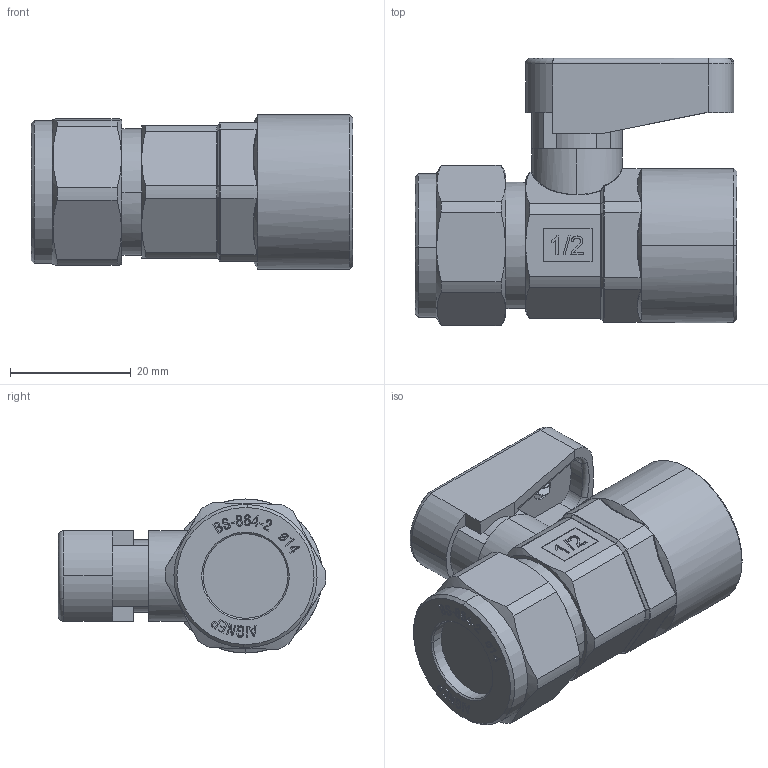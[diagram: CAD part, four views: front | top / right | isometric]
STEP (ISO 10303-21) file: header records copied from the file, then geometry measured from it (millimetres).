
FILE_DESCRIPTION (( 'STEP AP214' ), '1' );
FILE_NAME ('0643000006.step', '2012-10-02T16:32:11', ( '' ), ( '' ), 'SwSTEP 2.0', 'SolidWorks 2012', '' );
FILE_SCHEMA (( 'AUTOMOTIVE_DESIGN' ));
Length unit declared in the file: millimetre
Products named in the file (1): 0643000006
Bounding box: 53.3 x 44.3 x 25.5 mm (x, y, z)
Volume: 26645 mm3; surface area: 9192.3 mm2
Topology: 2 solids, 10 shells, 908 faces, 2351 edges, 1517 vertices
Faces by surface type: plane 432, bspline 265, cylinder 111, cone 51, torus 45, sphere 4
Entity records: 39656 total; most frequent: CARTESIAN_POINT 19427, ORIENTED_EDGE 4694, DIRECTION 3295, EDGE_CURVE 2347, VERTEX_POINT 1517, LINE 1311, VECTOR 1311, AXIS2_PLACEMENT_3D 992
